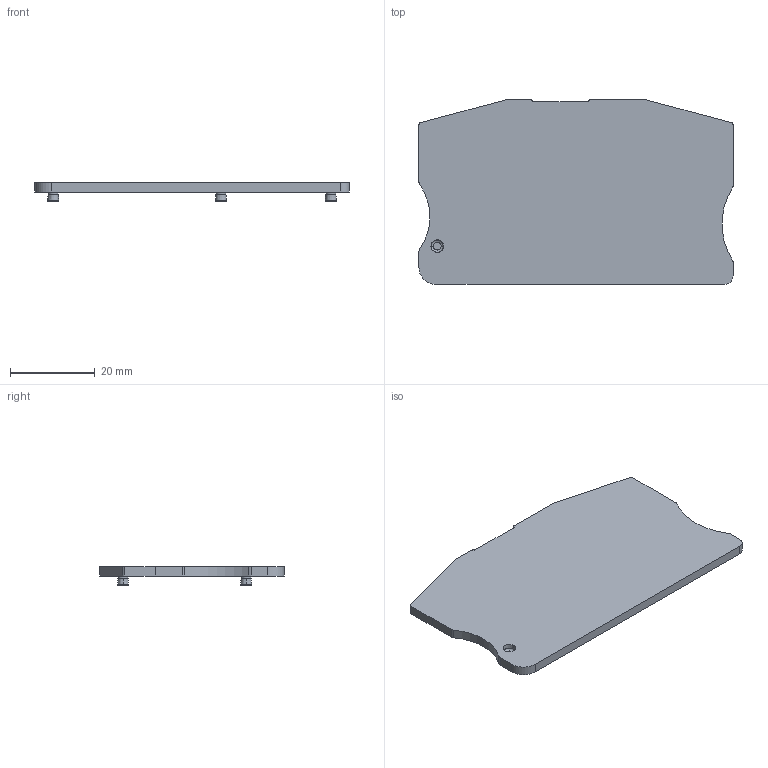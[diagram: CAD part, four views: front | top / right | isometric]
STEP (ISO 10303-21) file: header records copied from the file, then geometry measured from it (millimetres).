
FILE_DESCRIPTION((''),'2;1');
FILE_NAME('8YB750259','2021-04-19T',('Administrator'),(''),'PRO/ENGINEER BY PARAMETRIC TECHNOLOGY CORPORATION, 2013230','PRO/ENGINEER BY PARAMETRIC TECHNOLOGY CORPORATION, 2013230','');
FILE_SCHEMA(('CONFIG_CONTROL_DESIGN'));
Length unit declared in the file: millimetre
Products named in the file (1): 8YB750259
Bounding box: 74 x 43.5 x 4.4 mm (x, y, z)
Volume: 6701.3 mm3; surface area: 6628 mm2
Topology: 1 solids, 1 shells, 60 faces, 142 edges, 88 vertices
Faces by surface type: plane 20, cylinder 18, torus 14, cone 8
Entity records: 1823 total; most frequent: DIRECTION 336, CARTESIAN_POINT 290, ORIENTED_EDGE 284, EDGE_CURVE 142, AXIS2_PLACEMENT_3D 134, VERTEX_POINT 88, CIRCLE 74, VECTOR 68
